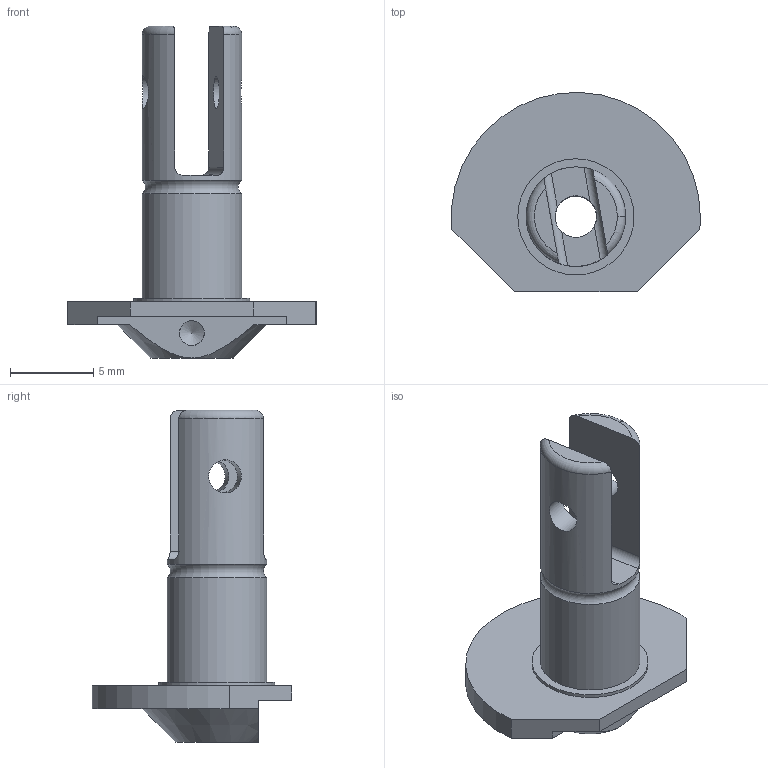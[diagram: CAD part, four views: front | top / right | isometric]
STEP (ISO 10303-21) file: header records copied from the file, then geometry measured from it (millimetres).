
FILE_DESCRIPTION(('FreeCAD Model'),'2;1');
FILE_NAME('Open CASCADE Shape Model','2021-08-27T08:51:09',('Author'),( ''),'Open CASCADE STEP processor 7.5','FreeCAD','Unknown');
FILE_SCHEMA(('AUTOMOTIVE_DESIGN { 1 0 10303 214 1 1 1 1 }'));
Length unit declared in the file: millimetre
Products named in the file (1): Pied de pale AK INDUSTRIE THAL MARMOUTHIER
Bounding box: 14.98 x 12 x 20 mm (x, y, z)
Volume: 505.9 mm3; surface area: 804 mm2
Topology: 1 solids, 1 shells, 34 faces, 91 edges, 59 vertices
Faces by surface type: plane 15, cylinder 12, torus 4, cone 3
Full cylindrical faces by diameter (mm): 1.5 x2, 2 x2, 2.5 x1, 6 x2, 7 x1
Entity records: 3662 total; most frequent: CARTESIAN_POINT 1877, DIRECTION 314, ORIENTED_EDGE 180, PCURVE 180, DEFINITIONAL_REPRESENTATION 180, LINE 161, VECTOR 161, EDGE_CURVE 90
